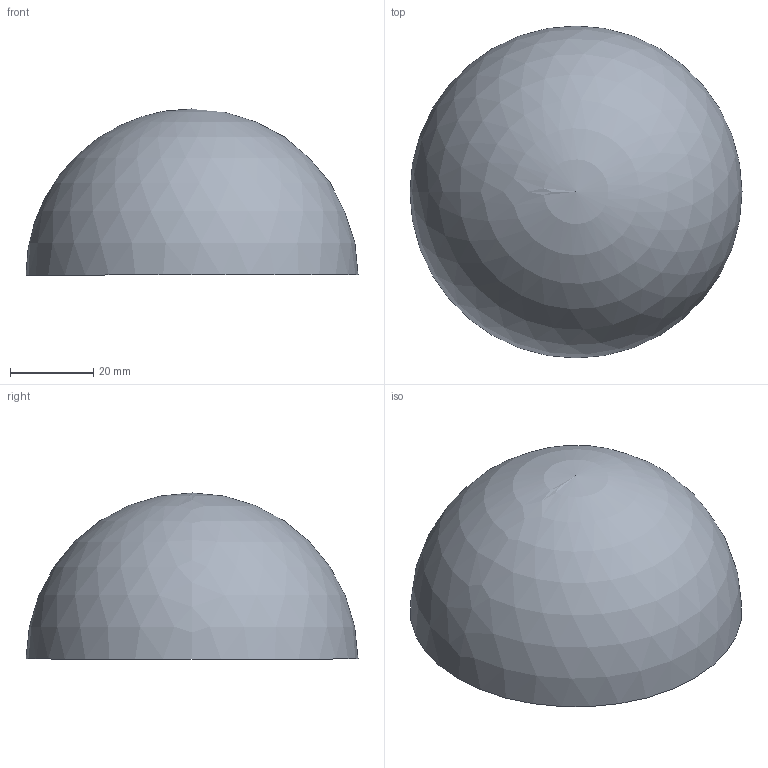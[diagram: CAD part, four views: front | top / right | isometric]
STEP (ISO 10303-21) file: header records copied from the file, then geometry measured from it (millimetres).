
FILE_DESCRIPTION (( 'STEP AP203' ), '1' );
FILE_NAME ('620080-VA.step', '2020-07-15T11:51:53', ( '' ), ( '' ), 'SwSTEP 2.0', 'SolidWorks 2018', '' );
FILE_SCHEMA (( 'CONFIG_CONTROL_DESIGN' ));
Length unit declared in the file: millimetre
Products named in the file (1): 620080-VA
Bounding box: 80 x 80 x 40 mm (x, y, z)
Volume: 19117.5 mm3; surface area: 19620.7 mm2
Topology: 1 solids, 1 shells, 222 faces, 584 edges, 390 vertices
Faces by surface type: bspline 107, plane 86, sphere 29
Entity records: 11548 total; most frequent: CARTESIAN_POINT 6561, ORIENTED_EDGE 1160, DIRECTION 772, EDGE_CURVE 580, VERTEX_POINT 388, AXIS2_PLACEMENT_3D 290, EDGE_LOOP 250, FACE_OUTER_BOUND 222
